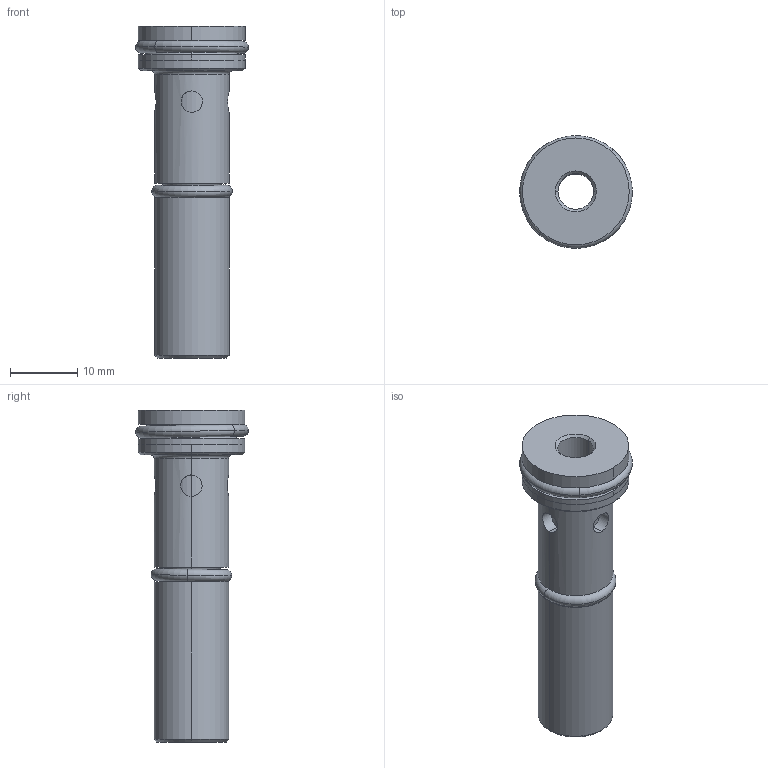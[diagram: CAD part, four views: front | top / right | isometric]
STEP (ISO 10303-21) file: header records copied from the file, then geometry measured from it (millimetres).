
FILE_DESCRIPTION (( 'STEP AP214' ), '1' );
FILE_NAME ('ITD-209.STEP', '2009-07-17T18:23:49', ( 'Valued Customer' ), ( 'Air-Vac Engineering' ), 'SwSTEP 2.0', 'SolidWorks 2008', '' );
FILE_SCHEMA (( 'AUTOMOTIVE_DESIGN' ));
Length unit declared in the file: inch
Products named in the file (5): ITD-209E_Web Model; ITD-209G_Web Model; 2-14-BUNA 70_VS260GOR; ITD-209; 2-11-BUNA 70_VS110GOR
Assembly tree (4 placements, depth 2):
  ITD-209
    2-11-BUNA 70_VS110GOR
    ITD-209E_Web Model
    2-14-BUNA 70_VS260GOR
    ITD-209G_Web Model
Bounding box: 16.73 x 16.73 x 49.28 mm (x, y, z)
Volume: 4236.3 mm3; surface area: 4390.8 mm2
Topology: 4 solids, 4 shells, 72 faces, 156 edges, 92 vertices
Faces by surface type: cylinder 32, torus 20, plane 12, cone 8
Entity records: 2668 total; most frequent: CARTESIAN_POINT 751, DIRECTION 394, ORIENTED_EDGE 312, AXIS2_PLACEMENT_3D 175, EDGE_CURVE 156, CIRCLE 96, VERTEX_POINT 92, EDGE_LOOP 88
